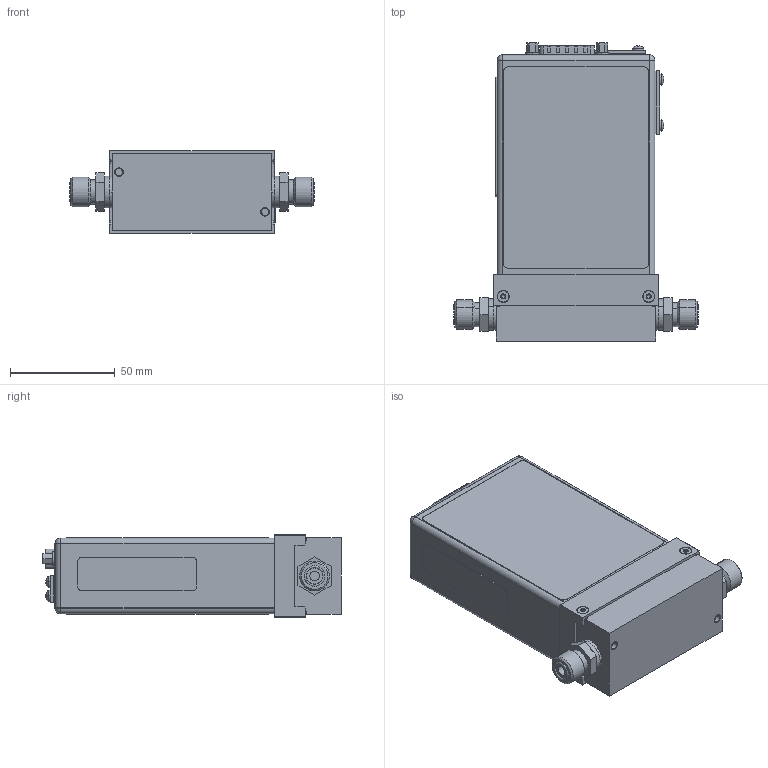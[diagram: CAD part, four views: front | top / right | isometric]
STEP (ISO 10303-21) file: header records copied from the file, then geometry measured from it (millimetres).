
FILE_DESCRIPTION((''),'2;1');
FILE_NAME('ASM0010_ASM','2015-10-12T',('cockrofm'),(''),'PRO/ENGINEER BY PARAMETRIC TECHNOLOGY CORPORATION, 2011490','PRO/ENGINEER BY PARAMETRIC TECHNOLOGY CORPORATION, 2011490','');
FILE_SCHEMA(('CONFIG_CONTROL_DESIGN'));
Length unit declared in the file: inch
Products named in the file (24): PRT0068; PRT0070; PRT0071; ASM0012_ASM; PRT0072; 1048244_FLANGE_2; PRT0073; ASM0013_ASM; PRT0074; PRT0075; PRT0077; PRT0078; ___TMP__NAME__; ASM0014_ASM; PRT0076; PRT0079; PRT0080; PRT0081; PRT0082; PRT0083; PRT0084; ASM0011_ASM; 116159_FITTING_4VCO; ASM0010_ASM
Assembly tree (38 placements, depth 4):
  ASM0010_ASM
    ASM0011_ASM
      PRT0068
      ASM0012_ASM
        PRT0070
        PRT0071
      PRT0072  x4
      ASM0013_ASM
        1048244_FLANGE_2
        PRT0073
      PRT0074
      PRT0075
      ASM0014_ASM  x8
        PRT0077
        PRT0078
        ___TMP__NAME__
      PRT0076  x2
      PRT0079  x4
      PRT0080
      PRT0081
      PRT0082
      PRT0083
      PRT0084
    116159_FITTING_4VCO  x2
Bounding box: 116.92 x 142.7 x 39.47 mm (x, y, z)
Volume: 136158.1 mm3; surface area: 173985.2 mm2
Topology: 40 solids, 56 shells, 1922 faces, 4578 edges, 2902 vertices
Faces by surface type: plane 730, cylinder 648, extrusion 224, cone 164, torus 110, sphere 32, bspline 14
Entity records: 29533 total; most frequent: CARTESIAN_POINT 7312, DIRECTION 4740, ORIENTED_EDGE 4282, EDGE_CURVE 2155, AXIS2_PLACEMENT_3D 1771, VERTEX_POINT 1420, VECTOR 1198, LINE 1146
